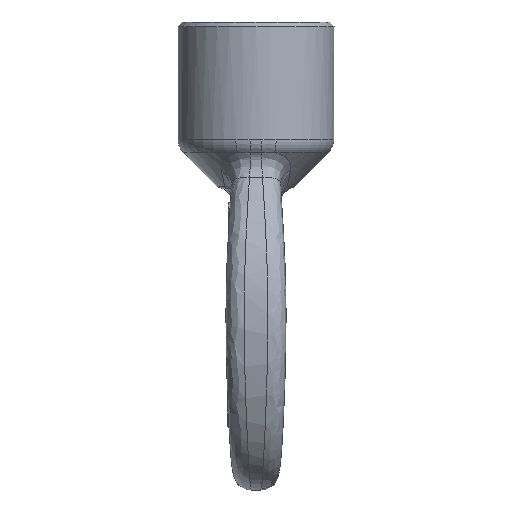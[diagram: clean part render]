
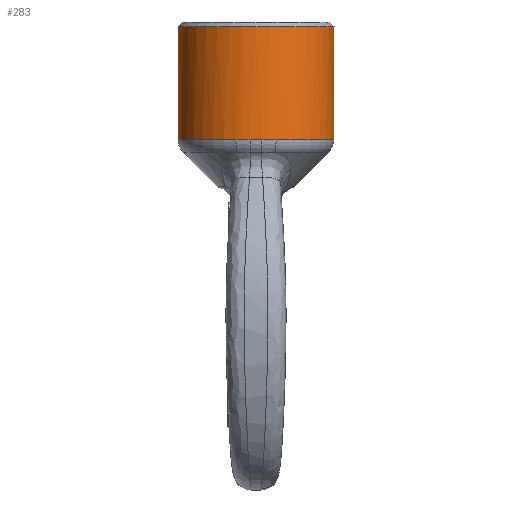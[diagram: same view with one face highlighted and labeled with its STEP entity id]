
A CAD part, front view. The second image highlights one B-rep face of the part: STEP entity #283.
In plain terms, the highlighted cylindrical face has radius 8.5 mm (diameter 17 mm), a full revolution.
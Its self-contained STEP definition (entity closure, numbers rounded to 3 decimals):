
#181 = VERTEX_POINT('',#182);
#182 = CARTESIAN_POINT('',(-8.5,0.,46.5));
#188 = EDGE_CURVE('',#181,#181,#189,.T.);
#189 = CIRCLE('',#190,8.5);
#190 = AXIS2_PLACEMENT_3D('',#191,#192,#193);
#191 = CARTESIAN_POINT('',(0.,0.,46.5));
#192 = DIRECTION('',(0.,0.,1.));
#193 = DIRECTION('',(1.,0.,-0.));
#283 = ADVANCED_FACE('',(#284),#375,.T.);
#284 = FACE_BOUND('',#285,.T.);
#285 = EDGE_LOOP('',(#286,#287,#295,#304,#313,#322,#331,#340,#349,#358,
    #367,#374));
#286 = ORIENTED_EDGE('',*,*,#188,.F.);
#287 = ORIENTED_EDGE('',*,*,#288,.T.);
#288 = EDGE_CURVE('',#181,#289,#291,.T.);
#289 = VERTEX_POINT('',#290);
#290 = CARTESIAN_POINT('',(-8.5,0.,34.184));
#291 = LINE('',#292,#293);
#292 = CARTESIAN_POINT('',(-8.5,0.,40.));
#293 = VECTOR('',#294,1.);
#294 = DIRECTION('',(0.,0.,-1.));
#295 = ORIENTED_EDGE('',*,*,#296,.F.);
#296 = EDGE_CURVE('',#297,#289,#299,.T.);
#297 = VERTEX_POINT('',#298);
#298 = CARTESIAN_POINT('',(-2.188,-8.214,
    34.184));
#299 = CIRCLE('',#300,8.5);
#300 = AXIS2_PLACEMENT_3D('',#301,#302,#303);
#301 = CARTESIAN_POINT('',(0.,0.,34.184));
#302 = DIRECTION('',(0.,0.,-1.));
#303 = DIRECTION('',(-0.878,0.479,0.));
#304 = ORIENTED_EDGE('',*,*,#305,.F.);
#305 = EDGE_CURVE('',#306,#297,#308,.T.);
#306 = VERTEX_POINT('',#307);
#307 = CARTESIAN_POINT('',(-0.652,-8.475,
    34.178));
#308 = B_SPLINE_CURVE_WITH_KNOTS('',3,(#309,#310,#311,#312),
  .UNSPECIFIED.,.F.,.F.,(4,4),(-5.784,0.499),
  .PIECEWISE_BEZIER_KNOTS.);
#309 = CARTESIAN_POINT('',(-0.652,-8.475,
    34.178));
#310 = CARTESIAN_POINT('',(-1.17,-8.435,
    34.176));
#311 = CARTESIAN_POINT('',(-1.685,-8.347,
    34.184));
#312 = CARTESIAN_POINT('',(-2.188,-8.214,
    34.184));
#313 = ORIENTED_EDGE('',*,*,#314,.F.);
#314 = EDGE_CURVE('',#315,#306,#317,.T.);
#315 = VERTEX_POINT('',#316);
#316 = CARTESIAN_POINT('',(0.652,-8.475,
    34.178));
#317 = B_SPLINE_CURVE_WITH_KNOTS('',3,(#318,#319,#320,#321),
  .UNSPECIFIED.,.F.,.F.,(4,4),(-5.784,0.499),
  .PIECEWISE_BEZIER_KNOTS.);
#318 = CARTESIAN_POINT('',(0.652,-8.475,
    34.178));
#319 = CARTESIAN_POINT('',(0.218,-8.508,
    34.18));
#320 = CARTESIAN_POINT('',(-0.218,-8.508,
    34.18));
#321 = CARTESIAN_POINT('',(-0.652,-8.475,
    34.178));
#322 = ORIENTED_EDGE('',*,*,#323,.F.);
#323 = EDGE_CURVE('',#324,#315,#326,.T.);
#324 = VERTEX_POINT('',#325);
#325 = CARTESIAN_POINT('',(2.188,-8.214,
    34.184));
#326 = B_SPLINE_CURVE_WITH_KNOTS('',3,(#327,#328,#329,#330),
  .UNSPECIFIED.,.F.,.F.,(4,4),(-5.784,0.499),
  .PIECEWISE_BEZIER_KNOTS.);
#327 = CARTESIAN_POINT('',(2.188,-8.214,34.184
    ));
#328 = CARTESIAN_POINT('',(1.685,-8.347,
    34.184));
#329 = CARTESIAN_POINT('',(1.17,-8.435,
    34.176));
#330 = CARTESIAN_POINT('',(0.652,-8.475,
    34.178));
#331 = ORIENTED_EDGE('',*,*,#332,.F.);
#332 = EDGE_CURVE('',#333,#324,#335,.T.);
#333 = VERTEX_POINT('',#334);
#334 = CARTESIAN_POINT('',(2.188,8.214,34.184
    ));
#335 = CIRCLE('',#336,8.5);
#336 = AXIS2_PLACEMENT_3D('',#337,#338,#339);
#337 = CARTESIAN_POINT('',(0.,0.,34.184));
#338 = DIRECTION('',(0.,0.,-1.));
#339 = DIRECTION('',(-0.878,0.479,0.));
#340 = ORIENTED_EDGE('',*,*,#341,.F.);
#341 = EDGE_CURVE('',#342,#333,#344,.T.);
#342 = VERTEX_POINT('',#343);
#343 = CARTESIAN_POINT('',(0.652,8.475,34.178
    ));
#344 = B_SPLINE_CURVE_WITH_KNOTS('',3,(#345,#346,#347,#348),
  .UNSPECIFIED.,.F.,.F.,(4,4),(-5.784,0.499),
  .PIECEWISE_BEZIER_KNOTS.);
#345 = CARTESIAN_POINT('',(0.652,8.475,34.178
    ));
#346 = CARTESIAN_POINT('',(1.17,8.435,34.176
    ));
#347 = CARTESIAN_POINT('',(1.685,8.347,34.184
    ));
#348 = CARTESIAN_POINT('',(2.188,8.214,34.184)
  );
#349 = ORIENTED_EDGE('',*,*,#350,.F.);
#350 = EDGE_CURVE('',#351,#342,#353,.T.);
#351 = VERTEX_POINT('',#352);
#352 = CARTESIAN_POINT('',(-0.652,8.475,
    34.178));
#353 = B_SPLINE_CURVE_WITH_KNOTS('',3,(#354,#355,#356,#357),
  .UNSPECIFIED.,.F.,.F.,(4,4),(-5.784,0.499),
  .PIECEWISE_BEZIER_KNOTS.);
#354 = CARTESIAN_POINT('',(-0.652,8.475,
    34.178));
#355 = CARTESIAN_POINT('',(-0.218,8.508,
    34.18));
#356 = CARTESIAN_POINT('',(0.218,8.508,34.18
    ));
#357 = CARTESIAN_POINT('',(0.652,8.475,34.178
    ));
#358 = ORIENTED_EDGE('',*,*,#359,.F.);
#359 = EDGE_CURVE('',#360,#351,#362,.T.);
#360 = VERTEX_POINT('',#361);
#361 = CARTESIAN_POINT('',(-2.188,8.214,34.184
    ));
#362 = B_SPLINE_CURVE_WITH_KNOTS('',3,(#363,#364,#365,#366),
  .UNSPECIFIED.,.F.,.F.,(4,4),(-5.784,0.499),
  .PIECEWISE_BEZIER_KNOTS.);
#363 = CARTESIAN_POINT('',(-2.188,8.214,
    34.184));
#364 = CARTESIAN_POINT('',(-1.685,8.347,
    34.184));
#365 = CARTESIAN_POINT('',(-1.17,8.435,
    34.176));
#366 = CARTESIAN_POINT('',(-0.652,8.475,
    34.178));
#367 = ORIENTED_EDGE('',*,*,#368,.F.);
#368 = EDGE_CURVE('',#289,#360,#369,.T.);
#369 = CIRCLE('',#370,8.5);
#370 = AXIS2_PLACEMENT_3D('',#371,#372,#373);
#371 = CARTESIAN_POINT('',(0.,0.,34.184));
#372 = DIRECTION('',(0.,0.,-1.));
#373 = DIRECTION('',(-0.878,0.479,0.));
#374 = ORIENTED_EDGE('',*,*,#288,.F.);
#375 = CYLINDRICAL_SURFACE('',#376,8.5);
#376 = AXIS2_PLACEMENT_3D('',#377,#378,#379);
#377 = CARTESIAN_POINT('',(0.,0.,40.));
#378 = DIRECTION('',(0.,0.,1.));
#379 = DIRECTION('',(1.,0.,-0.));
